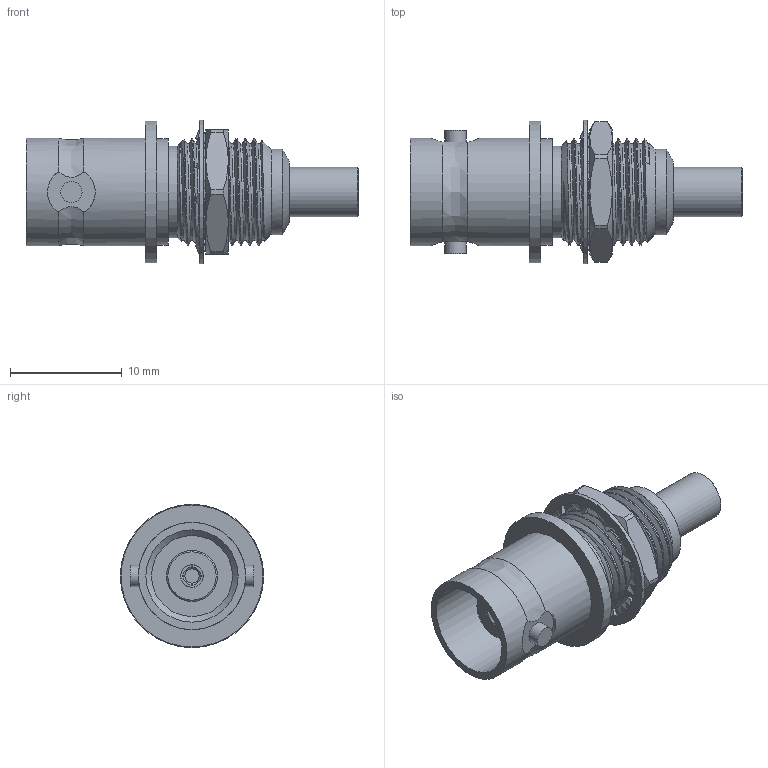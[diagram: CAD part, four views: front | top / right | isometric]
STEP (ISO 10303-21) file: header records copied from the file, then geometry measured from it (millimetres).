
FILE_DESCRIPTION (( 'STEP AP203' ), '1' );
FILE_NAME ('PE9520_3D.step', '2021-12-08T21:04:18', ( '' ), ( '' ), 'SwSTEP 2.0', 'SolidWorks 2021', '' );
FILE_SCHEMA (( 'CONFIG_CONTROL_DESIGN' ));
Length unit declared in the file: inch
Products named in the file (1): PE9520_3D
Bounding box: 29.72 x 12.84 x 12.84 mm (x, y, z)
Volume: 1349.5 mm3; surface area: 1950.5 mm2
Topology: 3 solids, 3 shells, 198 faces, 553 edges, 373 vertices
Faces by surface type: plane 62, cylinder 53, bspline 50, cone 33
Full cylindrical faces by diameter (mm): 0.464 x1, 1.045 x1, 1.27 x1, 1.905 x2, 1.983 x1, 3.447 x1, 4.445 x1, 4.572 x1, 7.694 x1, 8.221 x1, 8.255 x1, 9.525 x1, 9.601 x2, 12.7 x1, 12.837 x1
Entity records: 11414 total; most frequent: CARTESIAN_POINT 6900, ORIENTED_EDGE 1018, DIRECTION 737, EDGE_CURVE 509, VERTEX_POINT 359, AXIS2_PLACEMENT_3D 298, EDGE_LOOP 240, FACE_OUTER_BOUND 213
